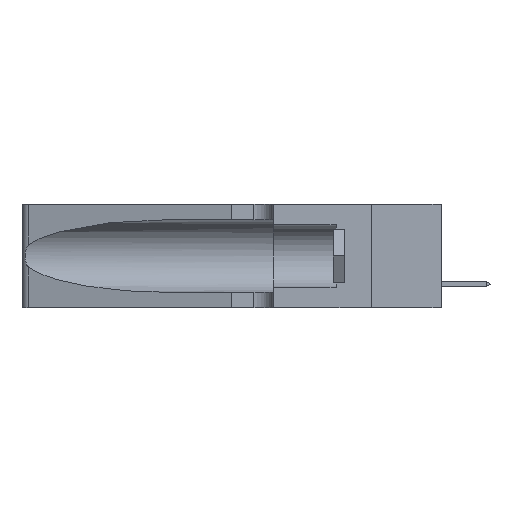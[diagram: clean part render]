
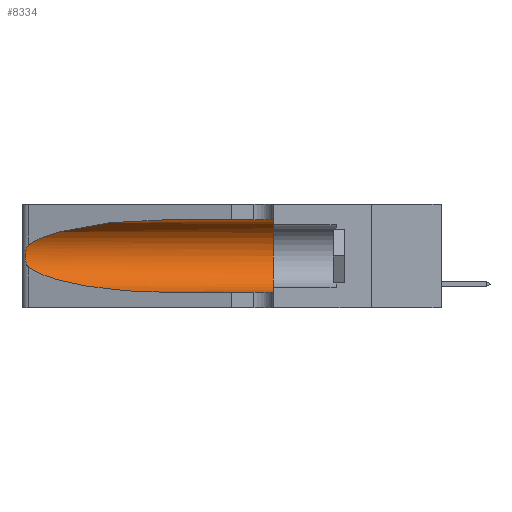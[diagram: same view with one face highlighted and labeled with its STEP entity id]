
A CAD part, left-side view. The second image highlights one B-rep face of the part: STEP entity #8334.
In plain terms, the highlighted cylindrical face has radius 3.308 mm (diameter 6.617 mm), a partial arc.
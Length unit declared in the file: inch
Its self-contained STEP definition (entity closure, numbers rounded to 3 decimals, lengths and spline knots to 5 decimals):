
#129 = ORIENTED_EDGE ( 'NONE', *, *, #30754, .T. ) ;
#1012 = CARTESIAN_POINT ( 'NONE',  ( 0.25639, 1.23186, 0.15144 ) ) ;
#1428 = AXIS2_PLACEMENT_3D ( 'NONE', #37551, #18028, #5598 ) ;
#1584 = CARTESIAN_POINT ( 'NONE',  ( 0.2373, 1.15595, 0.28018 ) ) ;
#3153 = EDGE_CURVE ( 'NONE', #7465, #28725, #17064, .T. ) ;
#3307 = CARTESIAN_POINT ( 'NONE',  ( 0.25487, 1.22718, 0.14631 ) ) ;
#4525 = VERTEX_POINT ( 'NONE', #16492 ) ;
#4679 = CARTESIAN_POINT ( 'NONE',  ( 0.26017, 1.23833, 0.17102 ) ) ;
#5598 = DIRECTION ( 'NONE',  ( 0., 0., -1. ) ) ;
#6756 = VERTEX_POINT ( 'NONE', #27744 ) ;
#6877 = ORIENTED_EDGE ( 'NONE', *, *, #20172, .F. ) ;
#7465 = VERTEX_POINT ( 'NONE', #3307 ) ;
#7940 = CARTESIAN_POINT ( 'NONE',  ( 0.25487, 1.22718, 0.14631 ) ) ;
#8334 = ADVANCED_FACE ( 'NONE', ( #39504 ), #41516, .F. ) ;
#10361 = B_SPLINE_CURVE_WITH_KNOTS ( 'NONE', 3,
 ( #36925, #20775, #17383, #10931, #24070, #17108, #14138, #36800, #4679, #39769, #26785, #1012, #27339, #7940 ),
 .UNSPECIFIED., .F., .F.,
 ( 4, 2, 2, 2, 2, 2, 4 ),
 ( 0., 0.00027, 0.00053, 0.00107, 0.0016, 0.00187, 0.00214 ),
 .UNSPECIFIED. ) ;
#10539 = CARTESIAN_POINT ( 'NONE',  ( 0.1305, 1.61858, 0.05475 ) ) ;
#10621 = VECTOR ( 'NONE', #20394, 39.37008 ) ;
#10712 = ORIENTED_EDGE ( 'NONE', *, *, #34671, .T. ) ;
#10931 = CARTESIAN_POINT ( 'NONE',  ( 0.25787, 1.23484, 0.2124 ) ) ;
#11403 = ORIENTED_EDGE ( 'NONE', *, *, #3153, .T. ) ;
#12045 = CARTESIAN_POINT ( 'NONE',  ( 0.18966, 0.96281, 0.05475 ) ) ;
#12534 = ORIENTED_EDGE ( 'NONE', *, *, #14514, .T. ) ;
#13463 =( BOUNDED_CURVE ( )  B_SPLINE_CURVE ( 3, ( #23802, #36813, #1584, #17261 ),
 .UNSPECIFIED., .F., .F. ) 
 B_SPLINE_CURVE_WITH_KNOTS ( ( 4, 4 ),
 ( 1.5708, 2.84003 ),
 .UNSPECIFIED. ) 
 CURVE ( )  GEOMETRIC_REPRESENTATION_ITEM ( )  RATIONAL_B_SPLINE_CURVE ( ( 1., 0.87, 0.87, 1. ) ) 
 REPRESENTATION_ITEM ( '' )  );
#14138 = CARTESIAN_POINT ( 'NONE',  ( 0.26075, 1.23896, 0.19203 ) ) ;
#14482 = DIRECTION ( 'NONE',  ( 0., 1., 0. ) ) ;
#14514 = EDGE_CURVE ( 'NONE', #20790, #7465, #10361, .T. ) ;
#16492 = CARTESIAN_POINT ( 'NONE',  ( 0.1305, 0.35, 0.31525 ) ) ;
#17064 =( BOUNDED_CURVE ( )  B_SPLINE_CURVE ( 3, ( #30850, #40584, #12045, #37794 ),
 .UNSPECIFIED., .F., .F. ) 
 B_SPLINE_CURVE_WITH_KNOTS ( ( 4, 4 ),
 ( 3.44316, 4.71239 ),
 .UNSPECIFIED. ) 
 CURVE ( )  GEOMETRIC_REPRESENTATION_ITEM ( )  RATIONAL_B_SPLINE_CURVE ( ( 1., 0.87, 0.87, 1. ) ) 
 REPRESENTATION_ITEM ( '' )  );
#17108 = CARTESIAN_POINT ( 'NONE',  ( 0.26018, 1.23835, 0.19895 ) ) ;
#17261 = CARTESIAN_POINT ( 'NONE',  ( 0.25487, 1.22718, 0.22369 ) ) ;
#17383 = CARTESIAN_POINT ( 'NONE',  ( 0.25639, 1.23184, 0.21858 ) ) ;
#17584 = VECTOR ( 'NONE', #22014, 39.37008 ) ;
#17940 = CARTESIAN_POINT ( 'NONE',  ( 0.1305, 0.72297, 0.05475 ) ) ;
#18028 = DIRECTION ( 'NONE',  ( 0., -1., 0. ) ) ;
#20172 = EDGE_CURVE ( 'NONE', #4525, #26756, #29357, .T. ) ;
#20394 = DIRECTION ( 'NONE',  ( 0., -1., 0. ) ) ;
#20775 = CARTESIAN_POINT ( 'NONE',  ( 0.25555, 1.22994, 0.2215 ) ) ;
#20790 = VERTEX_POINT ( 'NONE', #40874 ) ;
#22014 = DIRECTION ( 'NONE',  ( 0., -1., 0. ) ) ;
#23593 = EDGE_LOOP ( 'NONE', ( #10712, #12534, #11403, #129, #6877, #32834 ) ) ;
#23802 = CARTESIAN_POINT ( 'NONE',  ( 0.1305, 0.72297, 0.31525 ) ) ;
#24070 = CARTESIAN_POINT ( 'NONE',  ( 0.25854, 1.2359, 0.20912 ) ) ;
#26756 = VERTEX_POINT ( 'NONE', #36097 ) ;
#26785 = CARTESIAN_POINT ( 'NONE',  ( 0.25789, 1.23486, 0.15765 ) ) ;
#27339 = CARTESIAN_POINT ( 'NONE',  ( 0.25555, 1.22993, 0.14849 ) ) ;
#27744 = CARTESIAN_POINT ( 'NONE',  ( 0.1305, 0.72297, 0.31525 ) ) ;
#27855 = EDGE_CURVE ( 'NONE', #6756, #4525, #38908, .T. ) ;
#28725 = VERTEX_POINT ( 'NONE', #17940 ) ;
#29357 = CIRCLE ( 'NONE', #34497, 0.13025 ) ;
#30643 = CARTESIAN_POINT ( 'NONE',  ( 0.1305, 0.35, 0.185 ) ) ;
#30754 = EDGE_CURVE ( 'NONE', #28725, #26756, #39940, .T. ) ;
#30850 = CARTESIAN_POINT ( 'NONE',  ( 0.25487, 1.22718, 0.14631 ) ) ;
#32834 = ORIENTED_EDGE ( 'NONE', *, *, #27855, .F. ) ;
#34497 = AXIS2_PLACEMENT_3D ( 'NONE', #30643, #14482, #40098 ) ;
#34671 = EDGE_CURVE ( 'NONE', #6756, #20790, #13463, .T. ) ;
#36097 = CARTESIAN_POINT ( 'NONE',  ( 0.1305, 0.35, 0.05475 ) ) ;
#36800 = CARTESIAN_POINT ( 'NONE',  ( 0.26075, 1.23896, 0.178 ) ) ;
#36813 = CARTESIAN_POINT ( 'NONE',  ( 0.18966, 0.96281, 0.31525 ) ) ;
#36925 = CARTESIAN_POINT ( 'NONE',  ( 0.25487, 1.22718, 0.22369 ) ) ;
#37551 = CARTESIAN_POINT ( 'NONE',  ( 0.1305, 1.61858, 0.185 ) ) ;
#37794 = CARTESIAN_POINT ( 'NONE',  ( 0.1305, 0.72297, 0.05475 ) ) ;
#38908 = LINE ( 'NONE', #41396, #17584 ) ;
#39504 = FACE_OUTER_BOUND ( 'NONE', #23593, .T. ) ;
#39769 = CARTESIAN_POINT ( 'NONE',  ( 0.25856, 1.23593, 0.16098 ) ) ;
#39940 = LINE ( 'NONE', #10539, #10621 ) ;
#40098 = DIRECTION ( 'NONE',  ( 0., 0., 1. ) ) ;
#40584 = CARTESIAN_POINT ( 'NONE',  ( 0.2373, 1.15595, 0.08982 ) ) ;
#40874 = CARTESIAN_POINT ( 'NONE',  ( 0.25487, 1.22718, 0.22369 ) ) ;
#41396 = CARTESIAN_POINT ( 'NONE',  ( 0.1305, 1.61858, 0.31525 ) ) ;
#41516 = CYLINDRICAL_SURFACE ( 'NONE', #1428, 0.13025 ) ;
